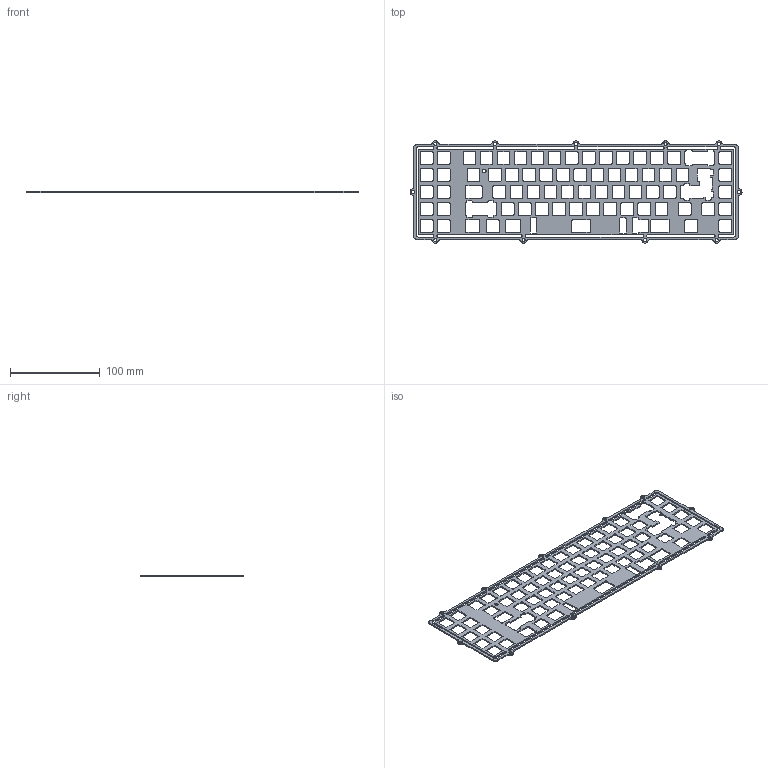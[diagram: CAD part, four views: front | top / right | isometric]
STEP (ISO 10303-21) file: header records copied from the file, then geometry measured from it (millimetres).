
FILE_DESCRIPTION(/* description */ (''),/* implementation_level */ '2;1');
FILE_NAME(/* name */ 'OGR_Large_Cuts_Plate.step',/* time_stamp */ '2023-08-02T11:58:45+01:00',/* author */ (''),/* organization */ (''),/* preprocessor_version */ 'ST-DEVELOPER v19.2',/* originating_system */ 'Autodesk Translation Framework v11.17.0.187',/* authorisation */ '');
FILE_SCHEMA (('AUTOMOTIVE_DESIGN { 1 0 10303 214 3 1 1 }'));
Length unit declared in the file: millimetre
Products named in the file (1): FusionComponent
Bounding box: 370.79 x 114.22 x 1.5 mm (x, y, z)
Volume: 29588.7 mm3; surface area: 50486 mm2
Topology: 1 solids, 1 shells, 873 faces, 2613 edges, 1742 vertices
Faces by surface type: plane 438, cylinder 435
Full cylindrical faces by diameter (mm): 3.5 x11, 4 x1
Entity records: 30062 total; most frequent: DIRECTION 5231, CARTESIAN_POINT 5229, ORIENTED_EDGE 5226, EDGE_CURVE 2613, AXIS2_PLACEMENT_3D 1744, LINE 1743, VECTOR 1743, VERTEX_POINT 1742
